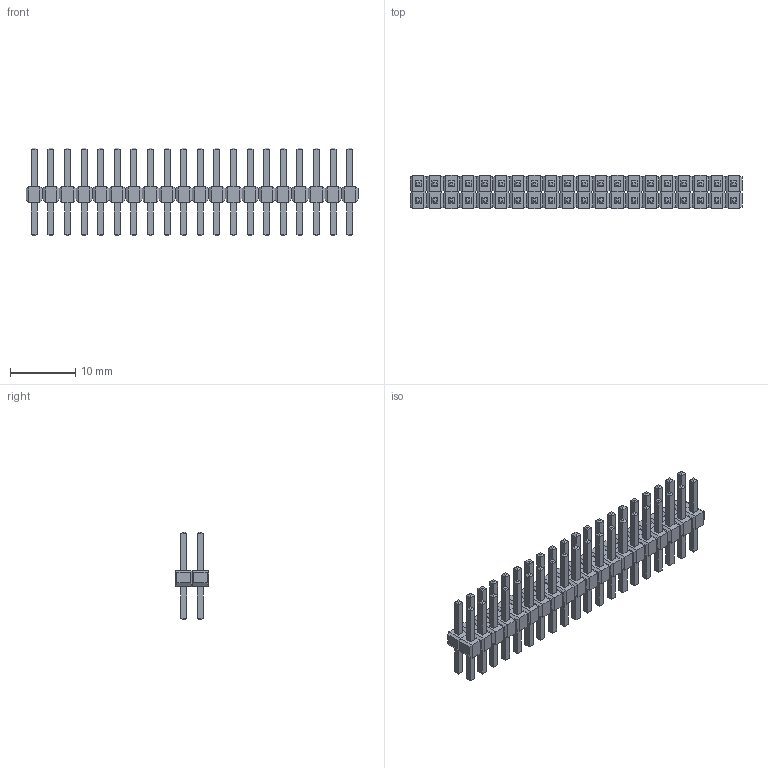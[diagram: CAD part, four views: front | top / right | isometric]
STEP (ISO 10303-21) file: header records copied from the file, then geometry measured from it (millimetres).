
FILE_DESCRIPTION(('STEP AP214'),'1');
FILE_NAME('TSW-120-07-G-D_SAI','2023-04-07T00:23:19',(''),(''),'','','');
FILE_SCHEMA(('AUTOMOTIVE_DESIGN'));
Length unit declared in the file: millimetre
Products named in the file (1): product
Bounding box: 50.8 x 5.08 x 13.46 mm (x, y, z)
Volume: 921.7 mm3; surface area: 2721.4 mm2
Topology: 82 solids, 82 shells, 1284 faces, 2568 edges, 1448 vertices
Faces by surface type: plane 1284
Entity records: 30081 total; most frequent: DIRECTION 5138, ORIENTED_EDGE 5136, CARTESIAN_POINT 2733, EDGE_CURVE 2568, LINE 2568, VECTOR 2568, VERTEX_POINT 1448, AXIS2_PLACEMENT_3D 1285
